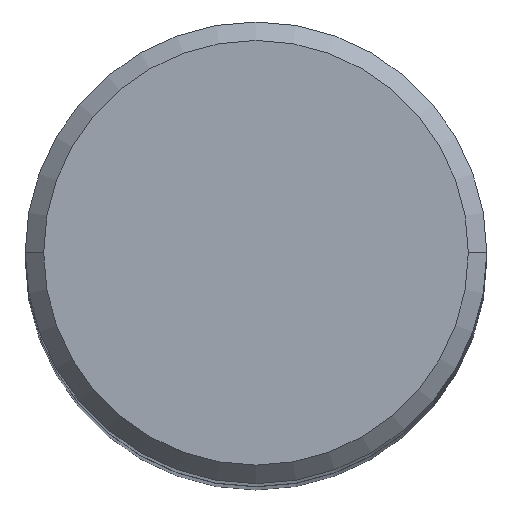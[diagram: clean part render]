
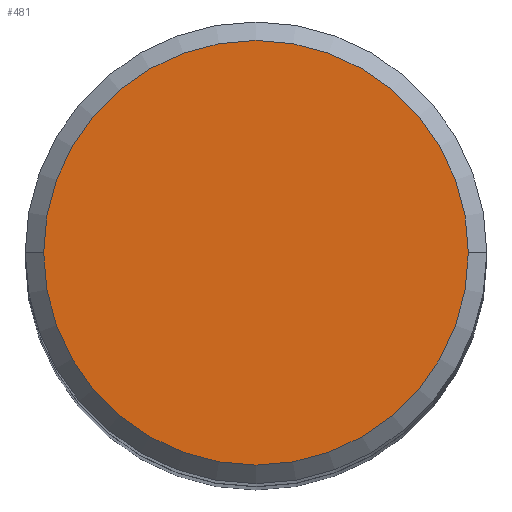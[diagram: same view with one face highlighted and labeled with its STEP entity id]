
A CAD part, top view. The second image highlights one B-rep face of the part: STEP entity #481.
In plain terms, the highlighted planar face has unit normal (0, 0, 1).
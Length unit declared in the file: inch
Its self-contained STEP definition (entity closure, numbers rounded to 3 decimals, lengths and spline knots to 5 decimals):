
#9 = DIRECTION ( 'NONE',  ( 0., 0., 1. ) ) ;
#28 = VERTEX_POINT ( 'NONE', #211 ) ;
#62 = AXIS2_PLACEMENT_3D ( 'NONE', #321, #9, #533 ) ;
#111 = DIRECTION ( 'NONE',  ( -1., 0., 0. ) ) ;
#114 = PLANE ( 'NONE',  #488 ) ;
#116 = CARTESIAN_POINT ( 'NONE',  ( -0.23, 0., 0. ) ) ;
#143 = VERTEX_POINT ( 'NONE', #116 ) ;
#211 = CARTESIAN_POINT ( 'NONE',  ( 0.23, 0., 0. ) ) ;
#212 = AXIS2_PLACEMENT_3D ( 'NONE', #390, #434, #549 ) ;
#253 = ORIENTED_EDGE ( 'NONE', *, *, #441, .T. ) ;
#267 = CIRCLE ( 'NONE', #212, 0.23 ) ;
#294 = CARTESIAN_POINT ( 'NONE',  ( 0., 0.23, 0. ) ) ;
#321 = CARTESIAN_POINT ( 'NONE',  ( 0., 0., 0. ) ) ;
#341 = FACE_OUTER_BOUND ( 'NONE', #509, .T. ) ;
#388 = CIRCLE ( 'NONE', #62, 0.23 ) ;
#390 = CARTESIAN_POINT ( 'NONE',  ( 0., 0., 0. ) ) ;
#401 = EDGE_CURVE ( 'NONE', #143, #28, #388, .T. ) ;
#434 = DIRECTION ( 'NONE',  ( 0., 0., 1. ) ) ;
#441 = EDGE_CURVE ( 'NONE', #28, #143, #267, .T. ) ;
#469 = DIRECTION ( 'NONE',  ( 0., 0., -1. ) ) ;
#481 = ADVANCED_FACE ( 'NONE', ( #341 ), #114, .F. ) ;
#488 = AXIS2_PLACEMENT_3D ( 'NONE', #294, #469, #111 ) ;
#509 = EDGE_LOOP ( 'NONE', ( #551, #253 ) ) ;
#533 = DIRECTION ( 'NONE',  ( 1., 0., 0. ) ) ;
#549 = DIRECTION ( 'NONE',  ( 1., 0., 0. ) ) ;
#551 = ORIENTED_EDGE ( 'NONE', *, *, #401, .T. ) ;
